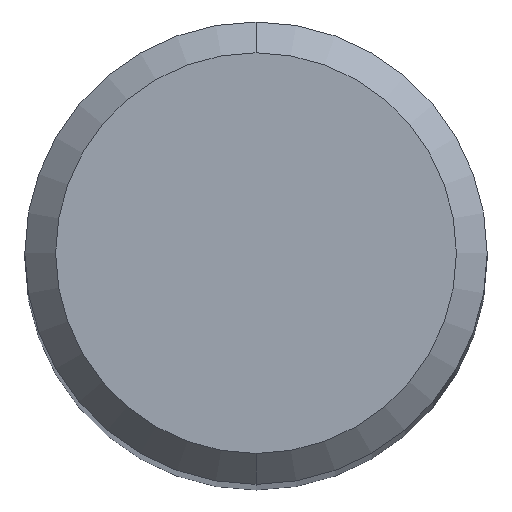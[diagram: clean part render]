
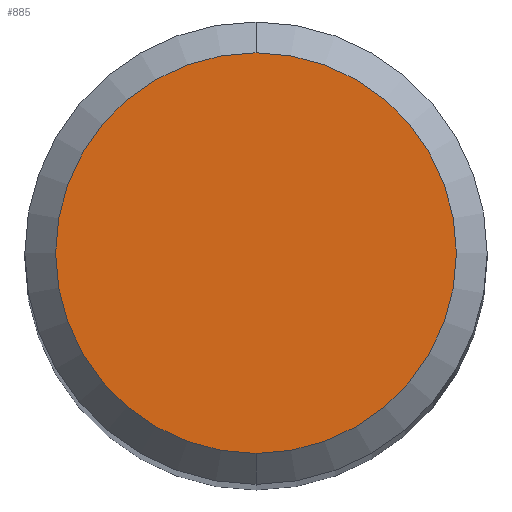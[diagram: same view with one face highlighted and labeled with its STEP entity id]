
A CAD part, top view. The second image highlights one B-rep face of the part: STEP entity #885.
In plain terms, the highlighted planar face has unit normal (0, 0, 1).
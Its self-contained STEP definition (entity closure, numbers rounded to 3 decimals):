
#491=VERTEX_POINT('',#1358);
#503=EDGE_CURVE('',#1219,#491,#1371,.T.);
#885=ADVANCED_FACE('',(#1789),#1790,.T.);
#969=EDGE_CURVE('',#491,#1219,#1882,.T.);
#1219=VERTEX_POINT('',#2151);
#1358=CARTESIAN_POINT('',(0.0,2.6,0.0));
#1371=CIRCLE('',#2407,2.6);
#1789=FACE_OUTER_BOUND('',#4980,.T.);
#1790=PLANE('',#4981);
#1882=CIRCLE('',#5934,2.6);
#2151=CARTESIAN_POINT('',(0.,-2.6,0.0));
#2407=AXIS2_PLACEMENT_3D('',#8352,#8353,#8354);
#4980=EDGE_LOOP('',(#8818,#8819));
#4981=AXIS2_PLACEMENT_3D('',#8820,#8821,#8822);
#5934=AXIS2_PLACEMENT_3D('',#8927,#8928,#8929);
#8352=CARTESIAN_POINT('',(0.0,0.0,0.0));
#8353=DIRECTION('',(0.0,0.0,-1.0));
#8354=DIRECTION('',(0.0,1.0,0.0));
#8818=ORIENTED_EDGE('',*,*,#969,.F.);
#8819=ORIENTED_EDGE('',*,*,#503,.F.);
#8820=CARTESIAN_POINT('',(0.0,1.3,0.0));
#8821=DIRECTION('',(-0.0,0.0,1.0));
#8822=DIRECTION('',(0.0,-1.0,0.0));
#8927=CARTESIAN_POINT('',(0.0,0.0,0.0));
#8928=DIRECTION('',(0.0,0.0,-1.0));
#8929=DIRECTION('',(0.0,1.0,0.0));
